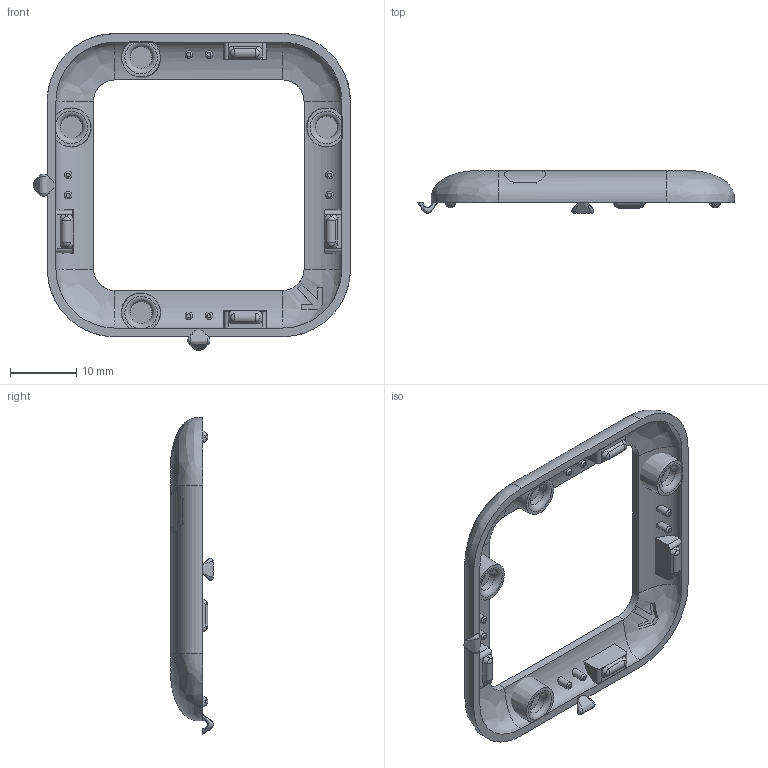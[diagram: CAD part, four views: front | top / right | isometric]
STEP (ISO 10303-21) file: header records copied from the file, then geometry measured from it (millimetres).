
FILE_DESCRIPTION(/* description */ (''),/* implementation_level */ '2;1');
FILE_NAME(/* name */ 'Remote Top.stp',/* time_stamp */ '2016-01-15T12:51:31-08:00',/* author */ ('Sam Clay'),/* organization */ ('Turn Touch'),/* preprocessor_version */ 'ST-DEVELOPER v16.1',/* originating_system */ 'Autodesk Inventor 2016',/* authorisation */ '');
FILE_SCHEMA (('AUTOMOTIVE_DESIGN { 1 0 10303 214 3 1 1 }'));
Length unit declared in the file: inch
Products named in the file (1): Remote Top
Bounding box: 47.84 x 6.41 x 47.84 mm (x, y, z)
Volume: 2196.8 mm3; surface area: 3924.2 mm2
Topology: 19 solids, 19 shells, 180 faces, 374 edges, 232 vertices
Faces by surface type: plane 71, cylinder 44, bspline 41, torus 12, sphere 8, cone 4
Full cylindrical faces by diameter (mm): 1.114 x8, 3.302 x4
Entity records: 6883 total; most frequent: CARTESIAN_POINT 3520, ORIENTED_EDGE 676, DIRECTION 598, EDGE_CURVE 338, AXIS2_PLACEMENT_3D 240, VERTEX_POINT 220, EDGE_LOOP 206, FACE_OUTER_BOUND 180
